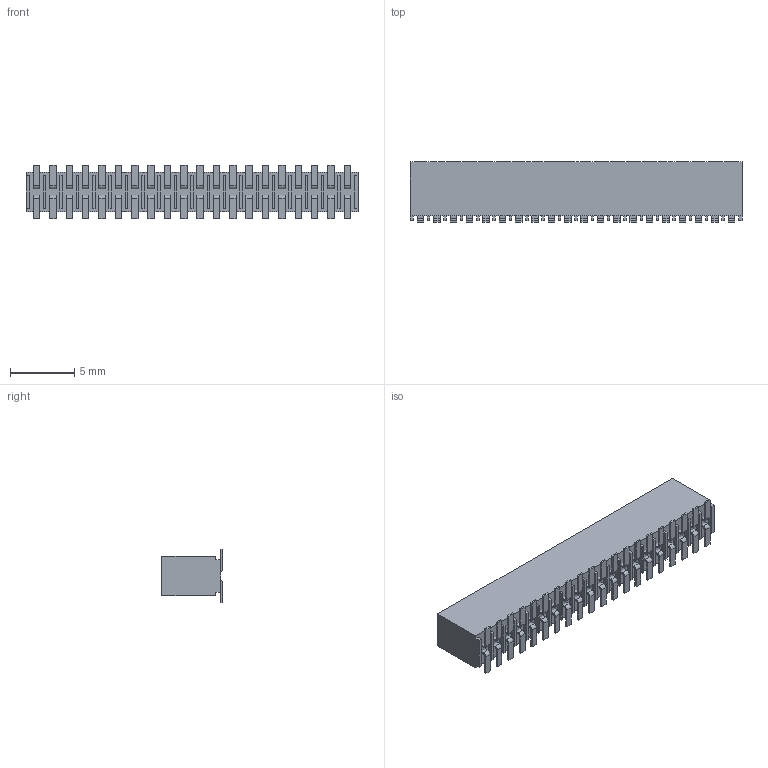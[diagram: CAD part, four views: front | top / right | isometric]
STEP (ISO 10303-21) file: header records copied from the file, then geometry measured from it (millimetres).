
FILE_DESCRIPTION(/* description */ ('STEP AP203'),/* implementation_level */ '2;1');
FILE_NAME(/* name */ 'SFMC-120-02-L-D',/* time_stamp */ '2025-01-21T11:09:52+01:00',/* author */ ('License CC BY-ND 4.0'),/* organization */ ('CADENAS'),/* preprocessor_version */ 'ST-DEVELOPER v19.3',/* originating_system */ 'PARTsolutions',/* authorisation */ ' ');
FILE_SCHEMA (('CONFIG_CONTROL_DESIGN'));
Length unit declared in the file: inch
Products named in the file (3): SFMC-120-02-L-D; SFMC-120-02_socket; C-20-02_spins
Assembly tree (2 placements, depth 2):
  SFMC-120-02-L-D
    SFMC-120-02_socket
    C-20-02_spins
Bounding box: 25.78 x 4.7 x 4.19 mm (x, y, z)
Volume: 311.5 mm3; surface area: 905.2 mm2
Topology: 2 solids, 2 shells, 835 faces, 2036 edges, 1304 vertices
Faces by surface type: plane 755, cylinder 80
Entity records: 23988 total; most frequent: CARTESIAN_POINT 4178, ORIENTED_EDGE 4072, DIRECTION 3872, EDGE_CURVE 2036, LINE 1876, VECTOR 1876, VERTEX_POINT 1304, AXIS2_PLACEMENT_3D 998
